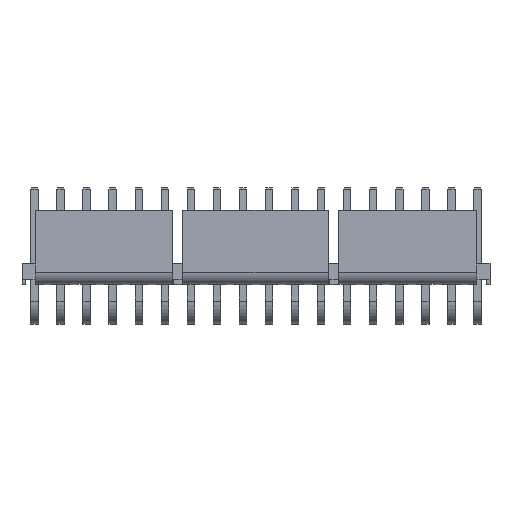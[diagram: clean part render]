
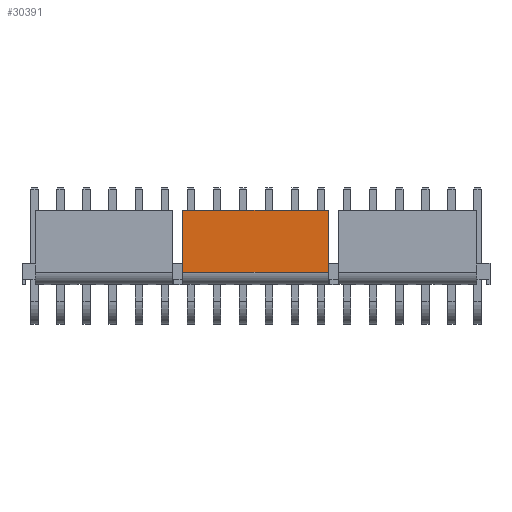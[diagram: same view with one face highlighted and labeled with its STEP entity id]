
A CAD part, top view. The second image highlights one B-rep face of the part: STEP entity #30391.
In plain terms, the highlighted planar face has unit normal (0, 0, 1).
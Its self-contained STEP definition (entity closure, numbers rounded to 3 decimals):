
#4666 = PLANE('',#4667);
#4667 = AXIS2_PLACEMENT_3D('',#4668,#4669,#4670);
#4668 = CARTESIAN_POINT('',(44.673,19.345,10.01));
#4669 = DIRECTION('',(-1.,0.,0.));
#4670 = DIRECTION('',(0.,-1.,0.));
#5280 = PLANE('',#5281);
#5281 = AXIS2_PLACEMENT_3D('',#5282,#5283,#5284);
#5282 = CARTESIAN_POINT('',(22.497,4.715,10.01));
#5283 = DIRECTION('',(1.,0.,0.));
#5284 = DIRECTION('',(0.,1.,0.));
#14393 = EDGE_CURVE('',#14394,#14396,#14398,.T.);
#14394 = VERTEX_POINT('',#14395);
#14395 = CARTESIAN_POINT('',(22.497,7.32,10.01));
#14396 = VERTEX_POINT('',#14397);
#14397 = CARTESIAN_POINT('',(22.497,16.74,10.01));
#14398 = SURFACE_CURVE('',#14399,(#14403,#14410),.PCURVE_S1.);
#14399 = LINE('',#14400,#14401);
#14400 = CARTESIAN_POINT('',(22.497,4.715,10.01));
#14401 = VECTOR('',#14402,1.);
#14402 = DIRECTION('',(0.,1.,0.));
#14403 = PCURVE('',#5280,#14404);
#14404 = DEFINITIONAL_REPRESENTATION('',(#14405),#14409);
#14405 = LINE('',#14406,#14407);
#14406 = CARTESIAN_POINT('',(0.,0.));
#14407 = VECTOR('',#14408,1.);
#14408 = DIRECTION('',(1.,0.));
#14409 = ( GEOMETRIC_REPRESENTATION_CONTEXT(2)
PARAMETRIC_REPRESENTATION_CONTEXT() REPRESENTATION_CONTEXT('2D SPACE',''
) );
#14410 = PCURVE('',#14411,#14416);
#14411 = PLANE('',#14412);
#14412 = AXIS2_PLACEMENT_3D('',#14413,#14414,#14415);
#14413 = CARTESIAN_POINT('',(69.225,16.74,10.01));
#14414 = DIRECTION('',(0.,0.,1.));
#14415 = DIRECTION('',(0.,-1.,0.));
#14416 = DEFINITIONAL_REPRESENTATION('',(#14417),#14421);
#14417 = LINE('',#14418,#14419);
#14418 = CARTESIAN_POINT('',(12.025,-46.728));
#14419 = VECTOR('',#14420,1.);
#14420 = DIRECTION('',(-1.,0.));
#14421 = ( GEOMETRIC_REPRESENTATION_CONTEXT(2)
PARAMETRIC_REPRESENTATION_CONTEXT() REPRESENTATION_CONTEXT('2D SPACE',''
) );
#14440 = CYLINDRICAL_SURFACE('',#14441,1.948);
#14441 = AXIS2_PLACEMENT_3D('',#14442,#14443,#14444);
#14442 = CARTESIAN_POINT('',(69.225,7.357,8.063));
#14443 = DIRECTION('',(1.,0.,0.));
#14444 = DIRECTION('',(0.,-0.019,
1.));
#14672 = PLANE('',#14673);
#14673 = AXIS2_PLACEMENT_3D('',#14674,#14675,#14676);
#14674 = CARTESIAN_POINT('',(69.225,16.74,9.24));
#14675 = DIRECTION('',(0.,1.,0.));
#14676 = DIRECTION('',(0.,0.,1.));
#15988 = EDGE_CURVE('',#15989,#15991,#15993,.T.);
#15989 = VERTEX_POINT('',#15990);
#15990 = CARTESIAN_POINT('',(44.673,16.74,10.01));
#15991 = VERTEX_POINT('',#15992);
#15992 = CARTESIAN_POINT('',(44.673,7.32,10.01));
#15993 = SURFACE_CURVE('',#15994,(#15998,#16005),.PCURVE_S1.);
#15994 = LINE('',#15995,#15996);
#15995 = CARTESIAN_POINT('',(44.673,19.345,10.01));
#15996 = VECTOR('',#15997,1.);
#15997 = DIRECTION('',(0.,-1.,0.));
#15998 = PCURVE('',#4666,#15999);
#15999 = DEFINITIONAL_REPRESENTATION('',(#16000),#16004);
#16000 = LINE('',#16001,#16002);
#16001 = CARTESIAN_POINT('',(0.,0.));
#16002 = VECTOR('',#16003,1.);
#16003 = DIRECTION('',(1.,0.));
#16004 = ( GEOMETRIC_REPRESENTATION_CONTEXT(2)
PARAMETRIC_REPRESENTATION_CONTEXT() REPRESENTATION_CONTEXT('2D SPACE',''
) );
#16005 = PCURVE('',#14411,#16006);
#16006 = DEFINITIONAL_REPRESENTATION('',(#16007),#16011);
#16007 = LINE('',#16008,#16009);
#16008 = CARTESIAN_POINT('',(-2.605,-24.552));
#16009 = VECTOR('',#16010,1.);
#16010 = DIRECTION('',(1.,0.));
#16011 = ( GEOMETRIC_REPRESENTATION_CONTEXT(2)
PARAMETRIC_REPRESENTATION_CONTEXT() REPRESENTATION_CONTEXT('2D SPACE',''
) );
#30391 = ADVANCED_FACE('',(#30392),#14411,.T.);
#30392 = FACE_BOUND('',#30393,.T.);
#30393 = EDGE_LOOP('',(#30394,#30395,#30416,#30417));
#30394 = ORIENTED_EDGE('',*,*,#15988,.F.);
#30395 = ORIENTED_EDGE('',*,*,#30396,.T.);
#30396 = EDGE_CURVE('',#15989,#14396,#30397,.T.);
#30397 = SURFACE_CURVE('',#30398,(#30402,#30409),.PCURVE_S1.);
#30398 = LINE('',#30399,#30400);
#30399 = CARTESIAN_POINT('',(69.225,16.74,10.01));
#30400 = VECTOR('',#30401,1.);
#30401 = DIRECTION('',(-1.,0.,0.));
#30402 = PCURVE('',#14411,#30403);
#30403 = DEFINITIONAL_REPRESENTATION('',(#30404),#30408);
#30404 = LINE('',#30405,#30406);
#30405 = CARTESIAN_POINT('',(0.,0.));
#30406 = VECTOR('',#30407,1.);
#30407 = DIRECTION('',(0.,-1.));
#30408 = ( GEOMETRIC_REPRESENTATION_CONTEXT(2)
PARAMETRIC_REPRESENTATION_CONTEXT() REPRESENTATION_CONTEXT('2D SPACE',''
) );
#30409 = PCURVE('',#14672,#30410);
#30410 = DEFINITIONAL_REPRESENTATION('',(#30411),#30415);
#30411 = LINE('',#30412,#30413);
#30412 = CARTESIAN_POINT('',(0.77,0.));
#30413 = VECTOR('',#30414,1.);
#30414 = DIRECTION('',(0.,-1.));
#30415 = ( GEOMETRIC_REPRESENTATION_CONTEXT(2)
PARAMETRIC_REPRESENTATION_CONTEXT() REPRESENTATION_CONTEXT('2D SPACE',''
) );
#30416 = ORIENTED_EDGE('',*,*,#14393,.F.);
#30417 = ORIENTED_EDGE('',*,*,#30418,.F.);
#30418 = EDGE_CURVE('',#15991,#14394,#30419,.T.);
#30419 = SURFACE_CURVE('',#30420,(#30424,#30431),.PCURVE_S1.);
#30420 = LINE('',#30421,#30422);
#30421 = CARTESIAN_POINT('',(69.225,7.32,10.01));
#30422 = VECTOR('',#30423,1.);
#30423 = DIRECTION('',(-1.,0.,0.));
#30424 = PCURVE('',#14411,#30425);
#30425 = DEFINITIONAL_REPRESENTATION('',(#30426),#30430);
#30426 = LINE('',#30427,#30428);
#30427 = CARTESIAN_POINT('',(9.42,0.));
#30428 = VECTOR('',#30429,1.);
#30429 = DIRECTION('',(0.,-1.));
#30430 = ( GEOMETRIC_REPRESENTATION_CONTEXT(2)
PARAMETRIC_REPRESENTATION_CONTEXT() REPRESENTATION_CONTEXT('2D SPACE',''
) );
#30431 = PCURVE('',#14440,#30432);
#30432 = DEFINITIONAL_REPRESENTATION('',(#30433),#30437);
#30433 = LINE('',#30434,#30435);
#30434 = CARTESIAN_POINT('',(0.,0.));
#30435 = VECTOR('',#30436,1.);
#30436 = DIRECTION('',(0.,-1.));
#30437 = ( GEOMETRIC_REPRESENTATION_CONTEXT(2)
PARAMETRIC_REPRESENTATION_CONTEXT() REPRESENTATION_CONTEXT('2D SPACE',''
) );
